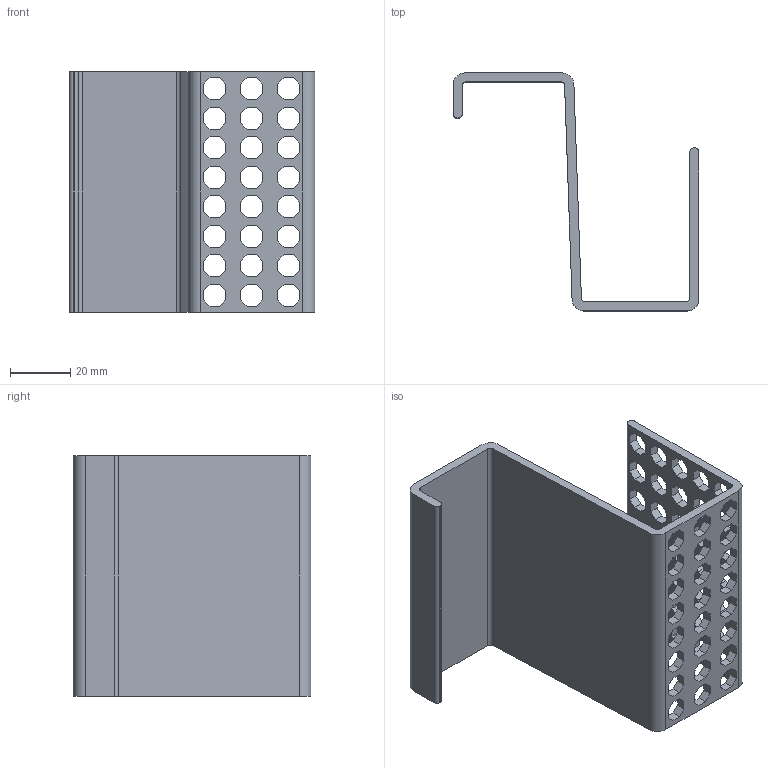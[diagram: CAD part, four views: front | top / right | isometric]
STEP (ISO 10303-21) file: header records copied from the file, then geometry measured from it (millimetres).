
FILE_DESCRIPTION(('FreeCAD Model'),'2;1');
FILE_NAME('Open CASCADE Shape Model','2024-03-09T17:42:13',(''),(''), 'Open CASCADE STEP processor 7.6','FreeCAD','Unknown');
FILE_SCHEMA(('AUTOMOTIVE_DESIGN { 1 0 10303 214 1 1 1 1 }'));
Length unit declared in the file: millimetre
Products named in the file (1): Body
Bounding box: 81.65 x 79 x 80 mm (x, y, z)
Volume: 43910.3 mm3; surface area: 34785 mm2
Topology: 1 solids, 1 shells, 498 faces, 1488 edges, 992 vertices
Faces by surface type: plane 486, cylinder 12
Entity records: 36066 total; most frequent: CARTESIAN_POINT 6051, DIRECTION 5470, LINE 4416, VECTOR 4416, ORIENTED_EDGE 2976, PCURVE 2976, DEFINITIONAL_REPRESENTATION 2976, EDGE_CURVE 1488
